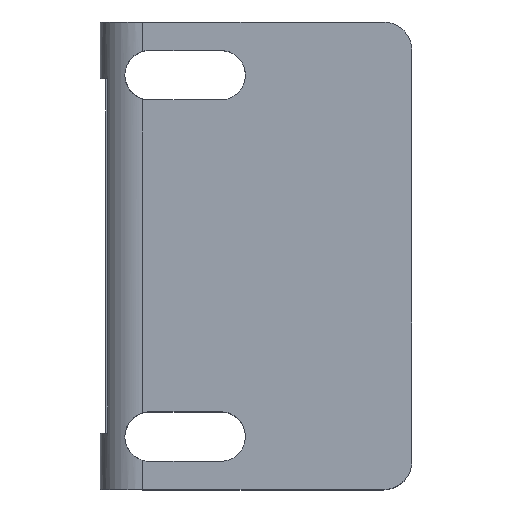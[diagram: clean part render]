
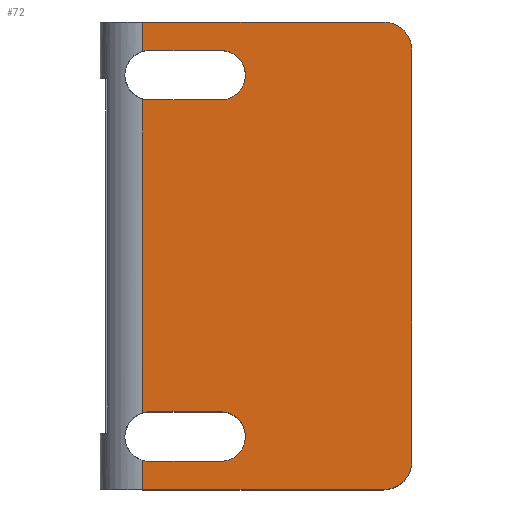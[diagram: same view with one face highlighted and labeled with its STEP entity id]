
A CAD part, top view. The second image highlights one B-rep face of the part: STEP entity #72.
In plain terms, the highlighted planar face has unit normal (0, 0, 1).
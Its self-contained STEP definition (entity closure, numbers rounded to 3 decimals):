
#72 = ADVANCED_FACE( '', ( #173 ), #174, .F. );
#173 = FACE_OUTER_BOUND( '', #300, .T. );
#174 = PLANE( '', #301 );
#300 = EDGE_LOOP( '', ( #450, #451, #452, #453, #454, #455, #456, #457, #458, #459, #460, #461, #462, #463, #464, #465, #466, #467 ) );
#301 = AXIS2_PLACEMENT_3D( '', #468, #469, #470 );
#450 = ORIENTED_EDGE( '', *, *, #885, .F. );
#451 = ORIENTED_EDGE( '', *, *, #886, .T. );
#452 = ORIENTED_EDGE( '', *, *, #862, .F. );
#453 = ORIENTED_EDGE( '', *, *, #887, .T. );
#454 = ORIENTED_EDGE( '', *, *, #888, .F. );
#455 = ORIENTED_EDGE( '', *, *, #889, .F. );
#456 = ORIENTED_EDGE( '', *, *, #890, .F. );
#457 = ORIENTED_EDGE( '', *, *, #891, .F. );
#458 = ORIENTED_EDGE( '', *, *, #892, .F. );
#459 = ORIENTED_EDGE( '', *, *, #893, .T. );
#460 = ORIENTED_EDGE( '', *, *, #894, .F. );
#461 = ORIENTED_EDGE( '', *, *, #895, .F. );
#462 = ORIENTED_EDGE( '', *, *, #896, .F. );
#463 = ORIENTED_EDGE( '', *, *, #897, .F. );
#464 = ORIENTED_EDGE( '', *, *, #898, .F. );
#465 = ORIENTED_EDGE( '', *, *, #899, .T. );
#466 = ORIENTED_EDGE( '', *, *, #900, .T. );
#467 = ORIENTED_EDGE( '', *, *, #901, .T. );
#468 = CARTESIAN_POINT( '', ( -8., 16.5, 6.5 ) );
#469 = DIRECTION( '', ( 0., 0., -1. ) );
#470 = DIRECTION( '', ( -1., 0., 0. ) );
#862 = EDGE_CURVE( '', #1050, #1052, #1053, .T. );
#885 = EDGE_CURVE( '', #1092, #1093, #1094, .T. );
#886 = EDGE_CURVE( '', #1092, #1052, #1095, .F. );
#887 = EDGE_CURVE( '', #1050, #1096, #1097, .T. );
#888 = EDGE_CURVE( '', #1098, #1096, #1099, .F. );
#889 = EDGE_CURVE( '', #1100, #1098, #1101, .T. );
#890 = EDGE_CURVE( '', #1102, #1100, #1103, .F. );
#891 = EDGE_CURVE( '', #1104, #1102, #1105, .T. );
#892 = EDGE_CURVE( '', #1106, #1104, #1107, .F. );
#893 = EDGE_CURVE( '', #1106, #1108, #1109, .T. );
#894 = EDGE_CURVE( '', #1110, #1108, #1111, .F. );
#895 = EDGE_CURVE( '', #1112, #1110, #1113, .T. );
#896 = EDGE_CURVE( '', #1114, #1112, #1115, .F. );
#897 = EDGE_CURVE( '', #1116, #1114, #1117, .T. );
#898 = EDGE_CURVE( '', #1118, #1116, #1119, .F. );
#899 = EDGE_CURVE( '', #1118, #1120, #1121, .T. );
#900 = EDGE_CURVE( '', #1120, #1122, #1123, .T. );
#901 = EDGE_CURVE( '', #1122, #1093, #1124, .F. );
#1050 = VERTEX_POINT( '', #1333 );
#1052 = VERTEX_POINT( '', #1335 );
#1053 = LINE( '', #1336, #1337 );
#1092 = VERTEX_POINT( '', #1397 );
#1093 = VERTEX_POINT( '', #1398 );
#1094 = LINE( '', #1399, #1400 );
#1095 = CIRCLE( '', #1401, 2. );
#1096 = VERTEX_POINT( '', #1402 );
#1097 = LINE( '', #1403, #1404 );
#1098 = VERTEX_POINT( '', #1405 );
#1099 = CIRCLE( '', #1406, 1.75 );
#1100 = VERTEX_POINT( '', #1407 );
#1101 = LINE( '', #1408, #1409 );
#1102 = VERTEX_POINT( '', #1410 );
#1103 = CIRCLE( '', #1411, 1.75 );
#1104 = VERTEX_POINT( '', #1412 );
#1105 = LINE( '', #1413, #1414 );
#1106 = VERTEX_POINT( '', #1415 );
#1107 = CIRCLE( '', #1416, 1.75 );
#1108 = VERTEX_POINT( '', #1417 );
#1109 = LINE( '', #1418, #1419 );
#1110 = VERTEX_POINT( '', #1420 );
#1111 = CIRCLE( '', #1421, 1.75 );
#1112 = VERTEX_POINT( '', #1422 );
#1113 = LINE( '', #1423, #1424 );
#1114 = VERTEX_POINT( '', #1425 );
#1115 = CIRCLE( '', #1426, 1.75 );
#1116 = VERTEX_POINT( '', #1427 );
#1117 = LINE( '', #1428, #1429 );
#1118 = VERTEX_POINT( '', #1430 );
#1119 = CIRCLE( '', #1431, 1.75 );
#1120 = VERTEX_POINT( '', #1432 );
#1121 = LINE( '', #1433, #1434 );
#1122 = VERTEX_POINT( '', #1435 );
#1123 = LINE( '', #1436, #1437 );
#1124 = CIRCLE( '', #1438, 2. );
#1333 = CARTESIAN_POINT( '', ( -8., 16.5, 6.5 ) );
#1335 = CARTESIAN_POINT( '', ( 9., 16.5, 6.5 ) );
#1336 = CARTESIAN_POINT( '', ( -8., 16.5, 6.5 ) );
#1337 = VECTOR( '', #1797, 1000. );
#1397 = CARTESIAN_POINT( '', ( 11., 14.5, 6.5 ) );
#1398 = CARTESIAN_POINT( '', ( 11., -14.5, 6.5 ) );
#1399 = CARTESIAN_POINT( '', ( 11., 16.5, 6.5 ) );
#1400 = VECTOR( '', #1821, 1000. );
#1401 = AXIS2_PLACEMENT_3D( '', #1822, #1823, #1824 );
#1402 = CARTESIAN_POINT( '', ( -8., 14.427, 6.5 ) );
#1403 = CARTESIAN_POINT( '', ( -8., 16.5, 6.5 ) );
#1404 = VECTOR( '', #1825, 1000. );
#1405 = CARTESIAN_POINT( '', ( -7.5, 14.5, 6.5 ) );
#1406 = AXIS2_PLACEMENT_3D( '', #1826, #1827, #1828 );
#1407 = CARTESIAN_POINT( '', ( -2.5, 14.5, 6.5 ) );
#1408 = CARTESIAN_POINT( '', ( -8., 14.5, 6.5 ) );
#1409 = VECTOR( '', #1829, 1000. );
#1410 = CARTESIAN_POINT( '', ( -2.5, 11., 6.5 ) );
#1411 = AXIS2_PLACEMENT_3D( '', #1830, #1831, #1832 );
#1412 = CARTESIAN_POINT( '', ( -7.5, 11., 6.5 ) );
#1413 = CARTESIAN_POINT( '', ( -8., 11., 6.5 ) );
#1414 = VECTOR( '', #1833, 1000. );
#1415 = CARTESIAN_POINT( '', ( -8., 11.073, 6.5 ) );
#1416 = AXIS2_PLACEMENT_3D( '', #1834, #1835, #1836 );
#1417 = CARTESIAN_POINT( '', ( -8., -11.073, 6.5 ) );
#1418 = CARTESIAN_POINT( '', ( -8., 16.5, 6.5 ) );
#1419 = VECTOR( '', #1837, 1000. );
#1420 = CARTESIAN_POINT( '', ( -7.5, -11., 6.5 ) );
#1421 = AXIS2_PLACEMENT_3D( '', #1838, #1839, #1840 );
#1422 = CARTESIAN_POINT( '', ( -2.5, -11., 6.5 ) );
#1423 = CARTESIAN_POINT( '', ( -8., -11., 6.5 ) );
#1424 = VECTOR( '', #1841, 1000. );
#1425 = CARTESIAN_POINT( '', ( -2.5, -14.5, 6.5 ) );
#1426 = AXIS2_PLACEMENT_3D( '', #1842, #1843, #1844 );
#1427 = CARTESIAN_POINT( '', ( -7.5, -14.5, 6.5 ) );
#1428 = CARTESIAN_POINT( '', ( -8., -14.5, 6.5 ) );
#1429 = VECTOR( '', #1845, 1000. );
#1430 = CARTESIAN_POINT( '', ( -8., -14.427, 6.5 ) );
#1431 = AXIS2_PLACEMENT_3D( '', #1846, #1847, #1848 );
#1432 = CARTESIAN_POINT( '', ( -8., -16.5, 6.5 ) );
#1433 = CARTESIAN_POINT( '', ( -8., 16.5, 6.5 ) );
#1434 = VECTOR( '', #1849, 1000. );
#1435 = CARTESIAN_POINT( '', ( 9., -16.5, 6.5 ) );
#1436 = CARTESIAN_POINT( '', ( -8., -16.5, 6.5 ) );
#1437 = VECTOR( '', #1850, 1000. );
#1438 = AXIS2_PLACEMENT_3D( '', #1851, #1852, #1853 );
#1797 = DIRECTION( '', ( 1., 0., 0. ) );
#1821 = DIRECTION( '', ( 0., -1., 0. ) );
#1822 = CARTESIAN_POINT( '', ( 9., 14.5, 6.5 ) );
#1823 = DIRECTION( '', ( 0., 0., -1. ) );
#1824 = DIRECTION( '', ( -1., 0., 0. ) );
#1825 = DIRECTION( '', ( 0., -1., 0. ) );
#1826 = CARTESIAN_POINT( '', ( -7.5, 12.75, 6.5 ) );
#1827 = DIRECTION( '', ( 0., 0., -1. ) );
#1828 = DIRECTION( '', ( -1., 0., 0. ) );
#1829 = DIRECTION( '', ( -1., 0., 0. ) );
#1830 = CARTESIAN_POINT( '', ( -2.5, 12.75, 6.5 ) );
#1831 = DIRECTION( '', ( 0., 0., -1. ) );
#1832 = DIRECTION( '', ( -1., 0., 0. ) );
#1833 = DIRECTION( '', ( 1., 0., 0. ) );
#1834 = CARTESIAN_POINT( '', ( -7.5, 12.75, 6.5 ) );
#1835 = DIRECTION( '', ( 0., 0., -1. ) );
#1836 = DIRECTION( '', ( -1., 0., 0. ) );
#1837 = DIRECTION( '', ( 0., -1., 0. ) );
#1838 = CARTESIAN_POINT( '', ( -7.5, -12.75, 6.5 ) );
#1839 = DIRECTION( '', ( 0., 0., -1. ) );
#1840 = DIRECTION( '', ( -1., 0., 0. ) );
#1841 = DIRECTION( '', ( -1., 0., 0. ) );
#1842 = CARTESIAN_POINT( '', ( -2.5, -12.75, 6.5 ) );
#1843 = DIRECTION( '', ( 0., 0., -1. ) );
#1844 = DIRECTION( '', ( -1., 0., 0. ) );
#1845 = DIRECTION( '', ( 1., 0., 0. ) );
#1846 = CARTESIAN_POINT( '', ( -7.5, -12.75, 6.5 ) );
#1847 = DIRECTION( '', ( 0., 0., -1. ) );
#1848 = DIRECTION( '', ( -1., 0., 0. ) );
#1849 = DIRECTION( '', ( 0., -1., 0. ) );
#1850 = DIRECTION( '', ( 1., 0., 0. ) );
#1851 = CARTESIAN_POINT( '', ( 9., -14.5, 6.5 ) );
#1852 = DIRECTION( '', ( 0., 0., -1. ) );
#1853 = DIRECTION( '', ( -1., 0., 0. ) );
